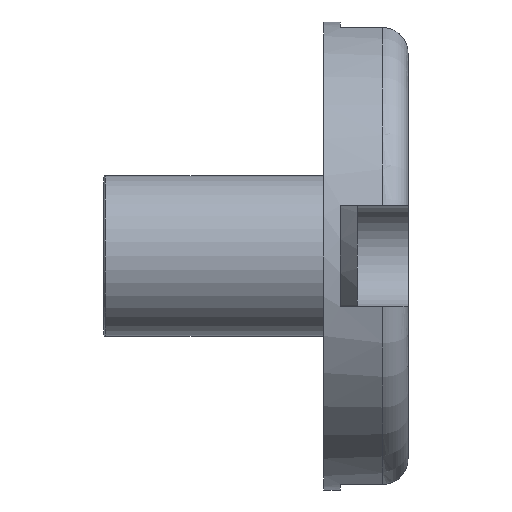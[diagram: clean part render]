
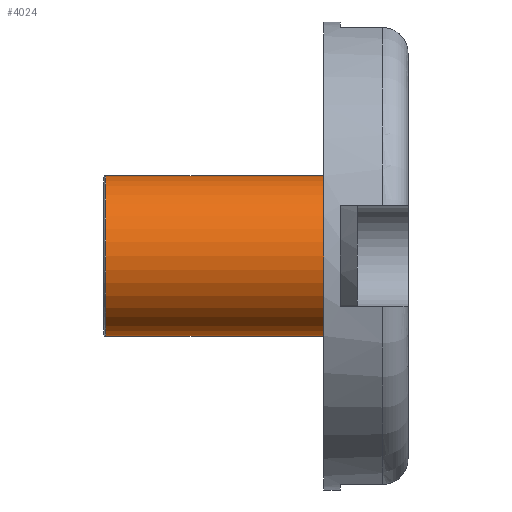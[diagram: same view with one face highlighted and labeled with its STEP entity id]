
A CAD part, left-side view. The second image highlights one B-rep face of the part: STEP entity #4024.
In plain terms, the highlighted cylindrical face has radius 4.75 mm (diameter 9.5 mm), a partial arc.
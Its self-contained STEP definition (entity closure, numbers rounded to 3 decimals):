
#62 = EDGE_CURVE ( 'NONE', #5277, #4677, #1594, .T. ) ;
#379 = CIRCLE ( 'NONE', #6659, 4.75 ) ;
#864 = CARTESIAN_POINT ( 'NONE',  ( 0., 17.9, 0. ) ) ;
#1545 = DIRECTION ( 'NONE',  ( 0., -1., 0. ) ) ;
#1594 = CIRCLE ( 'NONE', #7913, 4.75 ) ;
#1611 = CARTESIAN_POINT ( 'NONE',  ( 0., 0., 4.75 ) ) ;
#1638 = CARTESIAN_POINT ( 'NONE',  ( 0., 5., 4.75 ) ) ;
#1950 = CARTESIAN_POINT ( 'NONE',  ( 0., 0., 0. ) ) ;
#2010 = DIRECTION ( 'NONE',  ( 0., 0., -1. ) ) ;
#2295 = DIRECTION ( 'NONE',  ( 0., -1., 0. ) ) ;
#2456 = LINE ( 'NONE', #1611, #6030 ) ;
#2532 = EDGE_CURVE ( 'NONE', #7636, #4677, #6392, .T. ) ;
#2554 = EDGE_CURVE ( 'NONE', #6779, #7636, #379, .T. ) ;
#2606 = CARTESIAN_POINT ( 'NONE',  ( 0., 17.9, -4.75 ) ) ;
#2802 = VECTOR ( 'NONE', #2924, 1000. ) ;
#2924 = DIRECTION ( 'NONE',  ( 0., -1., 0. ) ) ;
#4024 = ADVANCED_FACE ( 'NONE', ( #8472 ), #5730, .T. ) ;
#4098 = CARTESIAN_POINT ( 'NONE',  ( 0., 5., -4.75 ) ) ;
#4204 = AXIS2_PLACEMENT_3D ( 'NONE', #1950, #5336, #2010 ) ;
#4677 = VERTEX_POINT ( 'NONE', #4098 ) ;
#5277 = VERTEX_POINT ( 'NONE', #1638 ) ;
#5286 = DIRECTION ( 'NONE',  ( 0., 0., -1. ) ) ;
#5336 = DIRECTION ( 'NONE',  ( 0., -1., 0. ) ) ;
#5494 = EDGE_LOOP ( 'NONE', ( #6450, #7478, #7950, #7645 ) ) ;
#5730 = CYLINDRICAL_SURFACE ( 'NONE', #4204, 4.75 ) ;
#6030 = VECTOR ( 'NONE', #2295, 1000. ) ;
#6392 = LINE ( 'NONE', #7589, #2802 ) ;
#6450 = ORIENTED_EDGE ( 'NONE', *, *, #7171, .F. ) ;
#6659 = AXIS2_PLACEMENT_3D ( 'NONE', #864, #1545, #5286 ) ;
#6779 = VERTEX_POINT ( 'NONE', #8233 ) ;
#6859 = CARTESIAN_POINT ( 'NONE',  ( 0., 5., 0. ) ) ;
#7171 = EDGE_CURVE ( 'NONE', #6779, #5277, #2456, .T. ) ;
#7478 = ORIENTED_EDGE ( 'NONE', *, *, #2554, .T. ) ;
#7526 = DIRECTION ( 'NONE',  ( 0., -1., 0. ) ) ;
#7589 = CARTESIAN_POINT ( 'NONE',  ( 0., 0., -4.75 ) ) ;
#7636 = VERTEX_POINT ( 'NONE', #2606 ) ;
#7645 = ORIENTED_EDGE ( 'NONE', *, *, #62, .F. ) ;
#7913 = AXIS2_PLACEMENT_3D ( 'NONE', #6859, #7526, #8201 ) ;
#7950 = ORIENTED_EDGE ( 'NONE', *, *, #2532, .T. ) ;
#8201 = DIRECTION ( 'NONE',  ( 0., 0., -1. ) ) ;
#8233 = CARTESIAN_POINT ( 'NONE',  ( 0., 17.9, 4.75 ) ) ;
#8472 = FACE_OUTER_BOUND ( 'NONE', #5494, .T. ) ;
